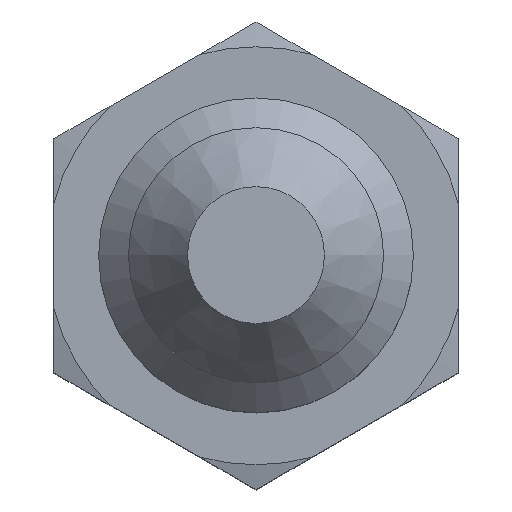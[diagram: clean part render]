
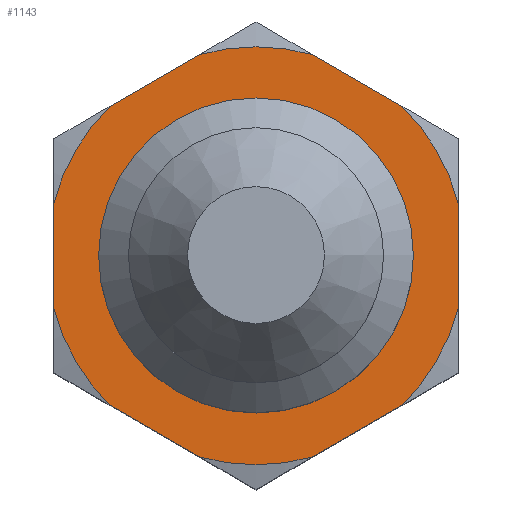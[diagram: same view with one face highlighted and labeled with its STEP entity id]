
A CAD part, top view. The second image highlights one B-rep face of the part: STEP entity #1143.
In plain terms, the highlighted planar face has unit normal (0, 0, 1).
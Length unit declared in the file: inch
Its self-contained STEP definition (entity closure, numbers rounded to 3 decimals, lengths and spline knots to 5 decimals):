
#336=CARTESIAN_POINT('',(0.1805,0.,0.36));
#337=VERTEX_POINT('',#336);
#338=CARTESIAN_POINT('',(0.,0.,0.36));
#339=DIRECTION('',(0.0,0.0,1.0));
#340=DIRECTION('',(-1.0,0.0,0.0));
#341=AXIS2_PLACEMENT_3D('',#338,#339,#340);
#342=CIRCLE('',#341,0.1805);
#343=EDGE_CURVE('',#337,#337,#342,.T.);
#637=CARTESIAN_POINT('',(0.20258,-0.20751,0.36));
#638=VERTEX_POINT('',#637);
#652=CARTESIAN_POINT('',(0.281,-0.07169,0.36));
#653=VERTEX_POINT('',#652);
#667=CARTESIAN_POINT('',(0.0,0.0,0.36));
#668=DIRECTION('',(0.0,0.0,1.0));
#669=DIRECTION('',(0.0,1.0,0.0));
#670=AXIS2_PLACEMENT_3D('',#667,#668,#669);
#671=CIRCLE('',#670,0.29);
#672=EDGE_CURVE('',#638,#653,#671,.T.);
#684=CARTESIAN_POINT('',(-0.07842,-0.2792,0.36));
#685=VERTEX_POINT('',#684);
#699=CARTESIAN_POINT('',(0.07842,-0.2792,0.36));
#700=VERTEX_POINT('',#699);
#714=CARTESIAN_POINT('',(0.0,0.0,0.36));
#715=DIRECTION('',(0.0,0.0,1.0));
#716=DIRECTION('',(0.0,1.0,0.0));
#717=AXIS2_PLACEMENT_3D('',#714,#715,#716);
#718=CIRCLE('',#717,0.29);
#719=EDGE_CURVE('',#685,#700,#718,.T.);
#731=CARTESIAN_POINT('',(-0.281,-0.07169,0.36));
#732=VERTEX_POINT('',#731);
#746=CARTESIAN_POINT('',(-0.20258,-0.20751,0.36));
#747=VERTEX_POINT('',#746);
#761=CARTESIAN_POINT('',(0.0,0.0,0.36));
#762=DIRECTION('',(0.0,0.0,1.0));
#763=DIRECTION('',(0.0,1.0,0.0));
#764=AXIS2_PLACEMENT_3D('',#761,#762,#763);
#765=CIRCLE('',#764,0.29);
#766=EDGE_CURVE('',#732,#747,#765,.T.);
#778=CARTESIAN_POINT('',(-0.20258,0.20751,0.36));
#779=VERTEX_POINT('',#778);
#793=CARTESIAN_POINT('',(-0.281,0.07169,0.36));
#794=VERTEX_POINT('',#793);
#808=CARTESIAN_POINT('',(0.0,0.0,0.36));
#809=DIRECTION('',(0.0,0.0,1.0));
#810=DIRECTION('',(0.0,1.0,0.0));
#811=AXIS2_PLACEMENT_3D('',#808,#809,#810);
#812=CIRCLE('',#811,0.29);
#813=EDGE_CURVE('',#779,#794,#812,.T.);
#825=CARTESIAN_POINT('',(0.07842,0.2792,0.36));
#826=VERTEX_POINT('',#825);
#840=CARTESIAN_POINT('',(-0.07842,0.2792,0.36));
#841=VERTEX_POINT('',#840);
#855=CARTESIAN_POINT('',(0.0,0.0,0.36));
#856=DIRECTION('',(0.0,0.0,1.0));
#857=DIRECTION('',(0.0,1.0,0.0));
#858=AXIS2_PLACEMENT_3D('',#855,#856,#857);
#859=CIRCLE('',#858,0.29);
#860=EDGE_CURVE('',#826,#841,#859,.T.);
#870=CARTESIAN_POINT('',(0.20258,0.20751,0.36));
#871=VERTEX_POINT('',#870);
#887=CARTESIAN_POINT('',(0.281,0.07169,0.36));
#888=VERTEX_POINT('',#887);
#889=CARTESIAN_POINT('',(0.0,0.0,0.36));
#890=DIRECTION('',(0.0,0.0,1.0));
#891=DIRECTION('',(0.0,1.0,0.0));
#892=AXIS2_PLACEMENT_3D('',#889,#890,#891);
#893=CIRCLE('',#892,0.29);
#894=EDGE_CURVE('',#888,#871,#893,.T.);
#978=CARTESIAN_POINT('',(0.20258,-0.20751,0.36));
#979=DIRECTION('',(-0.866,-0.5,0.0));
#980=VECTOR('',#979,0.14337);
#981=LINE('',#978,#980);
#982=EDGE_CURVE('',#638,#700,#981,.T.);
#1004=CARTESIAN_POINT('',(-0.07842,-0.2792,0.36));
#1005=DIRECTION('',(-0.866,0.5,0.0));
#1006=VECTOR('',#1005,0.14337);
#1007=LINE('',#1004,#1006);
#1008=EDGE_CURVE('',#685,#747,#1007,.T.);
#1030=CARTESIAN_POINT('',(-0.281,-0.07169,0.36));
#1031=DIRECTION('',(0.0,1.0,0.0));
#1032=VECTOR('',#1031,0.14337);
#1033=LINE('',#1030,#1032);
#1034=EDGE_CURVE('',#732,#794,#1033,.T.);
#1056=CARTESIAN_POINT('',(-0.20258,0.20751,0.36));
#1057=DIRECTION('',(0.866,0.5,0.0));
#1058=VECTOR('',#1057,0.14337);
#1059=LINE('',#1056,#1058);
#1060=EDGE_CURVE('',#779,#841,#1059,.T.);
#1087=CARTESIAN_POINT('',(0.281,0.07169,0.36));
#1088=DIRECTION('',(0.0,-1.0,0.0));
#1089=VECTOR('',#1088,0.14337);
#1090=LINE('',#1087,#1089);
#1091=EDGE_CURVE('',#888,#653,#1090,.T.);
#1110=CARTESIAN_POINT('',(0.07842,0.2792,0.36));
#1111=DIRECTION('',(0.866,-0.5,0.0));
#1112=VECTOR('',#1111,0.14337);
#1113=LINE('',#1110,#1112);
#1114=EDGE_CURVE('',#826,#871,#1113,.T.);
#1121=CARTESIAN_POINT('',(0.,0.,0.36));
#1122=DIRECTION('',(0.0,0.0,1.0));
#1123=DIRECTION('',(1.0,0.0,0.0));
#1124=AXIS2_PLACEMENT_3D('',#1121,#1122,#1123);
#1125=PLANE('',#1124);
#1126=ORIENTED_EDGE('',*,*,#894,.T.);
#1127=ORIENTED_EDGE('',*,*,#1114,.F.);
#1128=ORIENTED_EDGE('',*,*,#860,.T.);
#1129=ORIENTED_EDGE('',*,*,#1060,.F.);
#1130=ORIENTED_EDGE('',*,*,#813,.T.);
#1131=ORIENTED_EDGE('',*,*,#1034,.F.);
#1132=ORIENTED_EDGE('',*,*,#766,.T.);
#1133=ORIENTED_EDGE('',*,*,#1008,.F.);
#1134=ORIENTED_EDGE('',*,*,#719,.T.);
#1135=ORIENTED_EDGE('',*,*,#982,.F.);
#1136=ORIENTED_EDGE('',*,*,#672,.T.);
#1137=ORIENTED_EDGE('',*,*,#1091,.F.);
#1138=EDGE_LOOP('',(#1126,#1127,#1128,#1129,#1130,#1131,#1132,#1133,#1134,#1135,#1136,#1137));
#1139=FACE_OUTER_BOUND('',#1138,.T.);
#1140=ORIENTED_EDGE('',*,*,#343,.F.);
#1141=EDGE_LOOP('',(#1140));
#1142=FACE_BOUND('',#1141,.T.);
#1143=ADVANCED_FACE('',(#1139,#1142),#1125,.T.);
